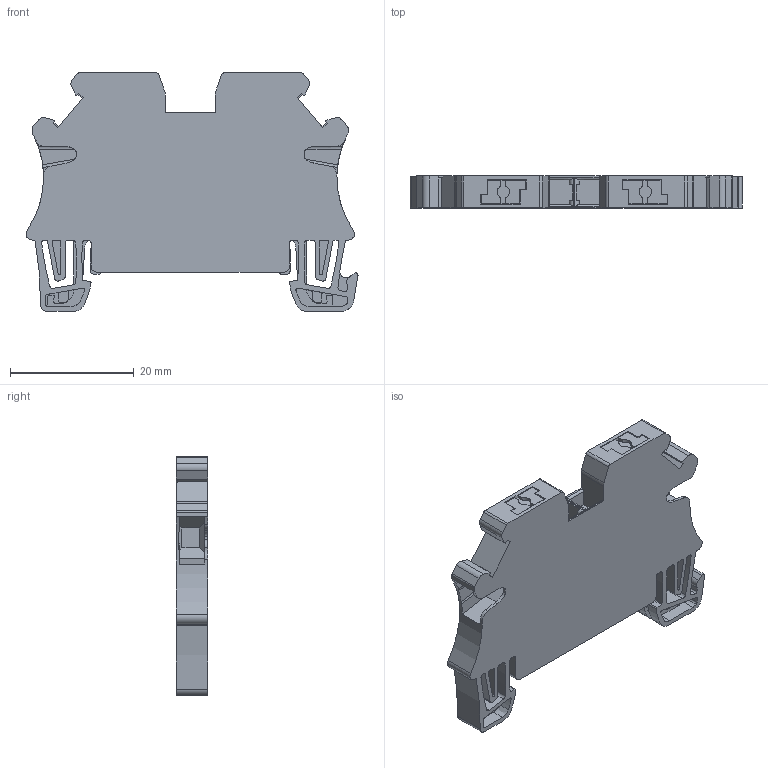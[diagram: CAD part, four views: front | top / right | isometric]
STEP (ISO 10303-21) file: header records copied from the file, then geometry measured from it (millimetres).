
FILE_DESCRIPTION( ('This file contains a STEP AP42 implementation' ,'as created by ZW3D STEP Interface translator.') ,'2;1' );
FILE_NAME( 'RPI2.5-PE傷赽耀倰.stp' ,'23 4 6.165624', (''), ('ZWCAD Software Co.'), 'Version 1.0', 'ZW3D to STEP translator', '' );
FILE_SCHEMA(('AUTOMOTIVE_DESIGN { 1 0 10303 214 1 1 1 1 }'));
Length unit declared in the file: millimetre
Products named in the file (2): 0; RPI2.5-PE
Bounding box: 53.56 x 5.15 x 38.5 mm (x, y, z)
Volume: 6912.3 mm3; surface area: 5565.8 mm2
Topology: 1 solids, 1 shells, 457 faces, 1371 edges, 920 vertices
Faces by surface type: plane 257, cylinder 182, bspline 18
Entity records: 16347 total; most frequent: CARTESIAN_POINT 3261, ORIENTED_EDGE 2742, DIRECTION 2584, EDGE_CURVE 1371, VERTEX_POINT 920, VECTOR 920, LINE 920, AXIS2_PLACEMENT_3D 832
